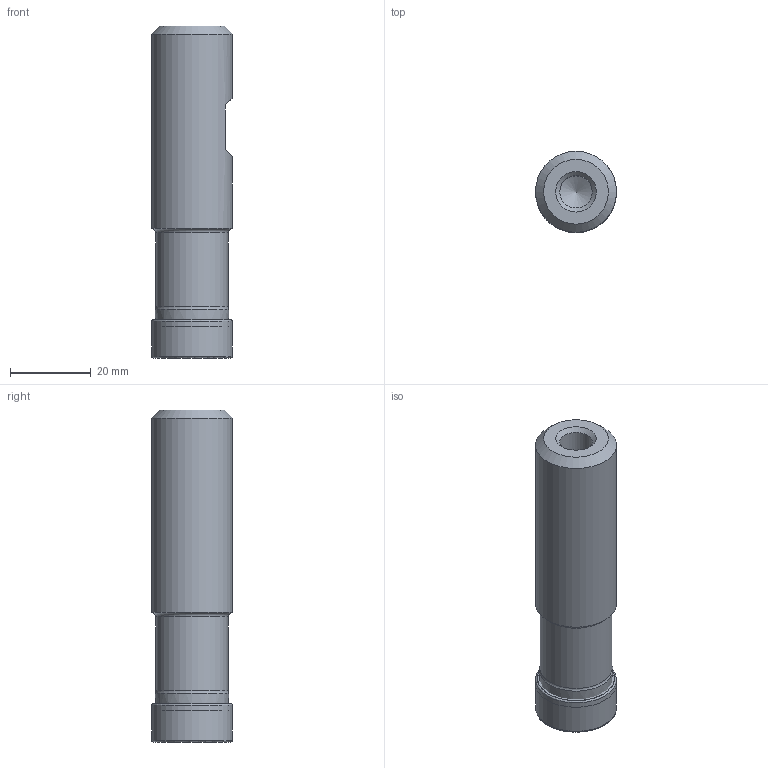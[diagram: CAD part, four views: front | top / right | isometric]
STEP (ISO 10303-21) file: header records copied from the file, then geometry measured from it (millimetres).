
FILE_DESCRIPTION(/* description */ (''),/* implementation_level */ '2;1');
FILE_NAME(/* name */ '20A2R032B20_SSO09_C_115009310ndi000_00_SIM.stp',/* time_stamp */ '2020-01-20T13:43:56+01:00',/* author */ (''),/* organization */ (''),/* preprocessor_version */ 'ST-DEVELOPER v16.7',/* originating_system */ 'SIEMENS PLM Software NX 12.0',/* authorisation */ '');
FILE_SCHEMA (('AUTOMOTIVE_DESIGN { 1 0 10303 214 3 1 1 1 }'));
Length unit declared in the file: millimetre
Products named in the file (1): wq7014605689ebsm
Bounding box: 20 x 20 x 82 mm (x, y, z)
Volume: 23384.2 mm3; surface area: 7917 mm2
Topology: 2 solids, 2 shells, 33 faces, 75 edges, 45 vertices
Faces by surface type: revolution 12, cone 9, plane 5, cylinder 3, torus 3, sphere 1
Full cylindrical faces by diameter (mm): 8 x1, 17.8 x1, 20 x1
Entity records: 903 total; most frequent: CARTESIAN_POINT 301, DIRECTION 114, ORIENTED_EDGE 70, EDGE_LOOP 62, FACE_BOUND 59, AXIS2_PLACEMENT_3D 49, EDGE_CURVE 35, VERTEX_POINT 34
